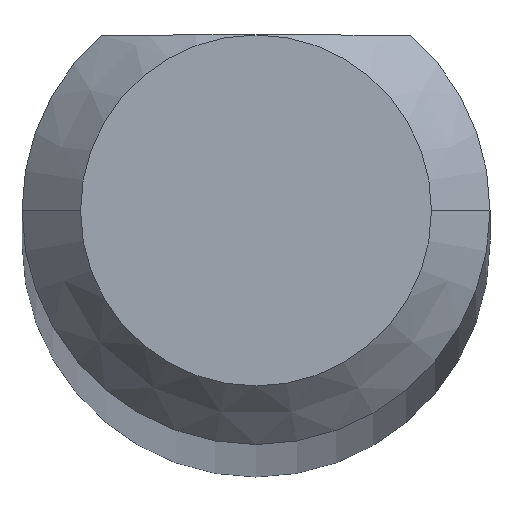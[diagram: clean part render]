
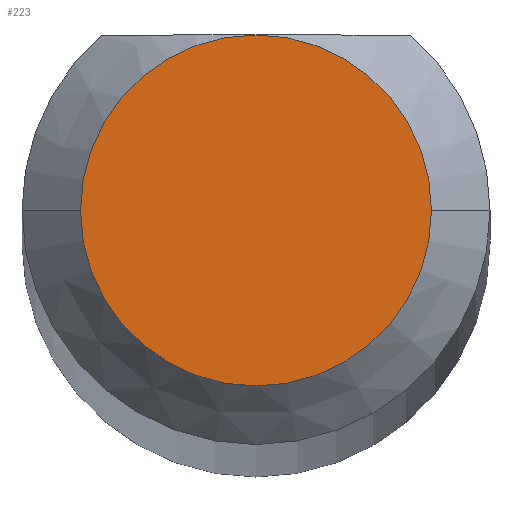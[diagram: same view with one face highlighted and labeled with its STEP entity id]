
A CAD part, top view. The second image highlights one B-rep face of the part: STEP entity #223.
In plain terms, the highlighted planar face has unit normal (0, 0, 1).
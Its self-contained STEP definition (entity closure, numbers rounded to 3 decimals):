
#37 = DIRECTION ( 'NONE',  ( 0., 0., 1. ) ) ;
#55 = VERTEX_POINT ( 'NONE', #287 ) ;
#60 = DIRECTION ( 'NONE',  ( 0., 0., 1. ) ) ;
#61 = DIRECTION ( 'NONE',  ( 1., 0., 0. ) ) ;
#62 = DIRECTION ( 'NONE',  ( 1., 0., 0. ) ) ;
#76 = DIRECTION ( 'NONE',  ( 0., 0., 1. ) ) ;
#88 = VERTEX_POINT ( 'NONE', #143 ) ;
#95 = CIRCLE ( 'NONE', #135, 1.5 ) ;
#115 = CARTESIAN_POINT ( 'NONE',  ( 0., 0., 80. ) ) ;
#124 = CIRCLE ( 'NONE', #209, 1.5 ) ;
#135 = AXIS2_PLACEMENT_3D ( 'NONE', #373, #346, #310 ) ;
#143 = CARTESIAN_POINT ( 'NONE',  ( -1.5, 0., 80. ) ) ;
#152 = ORIENTED_EDGE ( 'NONE', *, *, #306, .T. ) ;
#156 = AXIS2_PLACEMENT_3D ( 'NONE', #115, #76, #168 ) ;
#168 = DIRECTION ( 'NONE',  ( 1., 0., 0. ) ) ;
#173 = AXIS2_PLACEMENT_3D ( 'NONE', #227, #37, #62 ) ;
#179 = EDGE_CURVE ( 'NONE', #185, #88, #124, .T. ) ;
#183 = CARTESIAN_POINT ( 'NONE',  ( 0., 1.5, 80. ) ) ;
#185 = VERTEX_POINT ( 'NONE', #183 ) ;
#189 = ORIENTED_EDGE ( 'NONE', *, *, #280, .T. ) ;
#200 = CARTESIAN_POINT ( 'NONE',  ( 0., 0., 80. ) ) ;
#209 = AXIS2_PLACEMENT_3D ( 'NONE', #200, #60, #61 ) ;
#214 = EDGE_LOOP ( 'NONE', ( #329, #152, #189 ) ) ;
#223 = ADVANCED_FACE ( 'NONE', ( #353 ), #351, .T. ) ;
#227 = CARTESIAN_POINT ( 'NONE',  ( 0., 0., 80. ) ) ;
#280 = EDGE_CURVE ( 'NONE', #55, #185, #345, .T. ) ;
#287 = CARTESIAN_POINT ( 'NONE',  ( 1.5, 0., 80. ) ) ;
#306 = EDGE_CURVE ( 'NONE', #88, #55, #95, .T. ) ;
#310 = DIRECTION ( 'NONE',  ( 1., 0., 0. ) ) ;
#329 = ORIENTED_EDGE ( 'NONE', *, *, #179, .T. ) ;
#345 = CIRCLE ( 'NONE', #156, 1.5 ) ;
#346 = DIRECTION ( 'NONE',  ( 0., 0., 1. ) ) ;
#351 = PLANE ( 'NONE',  #173 ) ;
#353 = FACE_OUTER_BOUND ( 'NONE', #214, .T. ) ;
#373 = CARTESIAN_POINT ( 'NONE',  ( 0., 0., 80. ) ) ;
